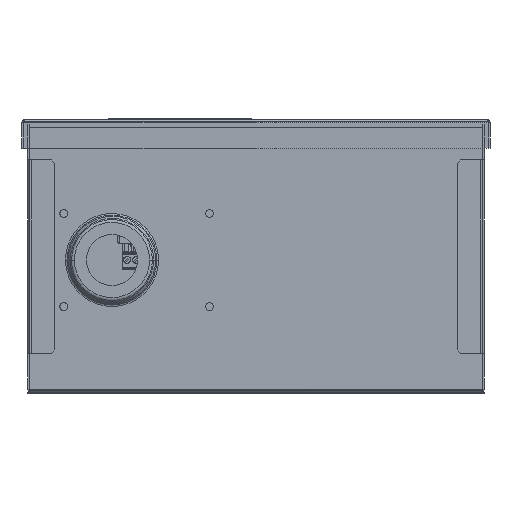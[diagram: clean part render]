
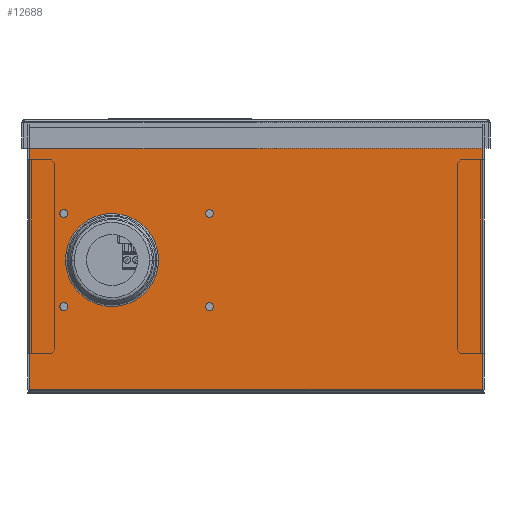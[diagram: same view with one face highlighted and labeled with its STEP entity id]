
A CAD part, front view. The second image highlights one B-rep face of the part: STEP entity #12688.
In plain terms, the highlighted planar face has unit normal (0, -1, 0).
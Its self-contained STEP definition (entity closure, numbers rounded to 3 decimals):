
#2789=DIRECTION('',(1.,0.,0.));
#2790=VECTOR('',#2789,253.4);
#2791=CARTESIAN_POINT('',(-126.7,-375.,1.8));
#2792=LINE('',#2791,#2790);
#2793=CARTESIAN_POINT('',(126.7,-375.,1.8));
#2813=DIRECTION('',(0.,0.,1.));
#2814=VECTOR('',#2813,146.4);
#2815=CARTESIAN_POINT('',(-126.7,-375.,1.8));
#2816=LINE('',#2815,#2814);
#2817=CARTESIAN_POINT('',(-80.5,-375.,74.));
#2818=DIRECTION('',(0.,-1.,0.));
#2819=DIRECTION('',(-1.,0.,-0.006));
#2820=AXIS2_PLACEMENT_3D('',#2817,#2818,#2819);
#2822=CARTESIAN_POINT('',(-80.5,-375.,74.));
#2823=DIRECTION('',(0.,-1.,0.));
#2824=DIRECTION('',(1.,0.,0.006));
#2825=AXIS2_PLACEMENT_3D('',#2822,#2823,#2824);
#2827=CARTESIAN_POINT('',(-107.4,-375.,100.));
#2828=DIRECTION('',(0.,-1.,0.));
#2829=DIRECTION('',(1.,0.,0.));
#2830=AXIS2_PLACEMENT_3D('',#2827,#2828,#2829);
#2832=CARTESIAN_POINT('',(-107.4,-375.,100.));
#2833=DIRECTION('',(0.,-1.,0.));
#2834=DIRECTION('',(-1.,0.,0.));
#2835=AXIS2_PLACEMENT_3D('',#2832,#2833,#2834);
#2837=CARTESIAN_POINT('',(-107.4,-375.,48.));
#2838=DIRECTION('',(0.,-1.,0.));
#2839=DIRECTION('',(1.,0.,0.));
#2840=AXIS2_PLACEMENT_3D('',#2837,#2838,#2839);
#2842=CARTESIAN_POINT('',(-107.4,-375.,48.));
#2843=DIRECTION('',(0.,-1.,0.));
#2844=DIRECTION('',(-1.,0.,0.));
#2845=AXIS2_PLACEMENT_3D('',#2842,#2843,#2844);
#2847=CARTESIAN_POINT('',(-26.,-375.,100.));
#2848=DIRECTION('',(0.,-1.,0.));
#2849=DIRECTION('',(1.,0.,0.));
#2850=AXIS2_PLACEMENT_3D('',#2847,#2848,#2849);
#2852=CARTESIAN_POINT('',(-26.,-375.,100.));
#2853=DIRECTION('',(0.,-1.,0.));
#2854=DIRECTION('',(-1.,0.,0.));
#2855=AXIS2_PLACEMENT_3D('',#2852,#2853,#2854);
#2857=CARTESIAN_POINT('',(-26.,-375.,48.));
#2858=DIRECTION('',(0.,-1.,0.));
#2859=DIRECTION('',(1.,0.,0.));
#2860=AXIS2_PLACEMENT_3D('',#2857,#2858,#2859);
#2862=CARTESIAN_POINT('',(-26.,-375.,48.));
#2863=DIRECTION('',(0.,-1.,0.));
#2864=DIRECTION('',(-1.,0.,0.));
#2865=AXIS2_PLACEMENT_3D('',#2862,#2863,#2864);
#2871=DIRECTION('',(-1.,0.,0.));
#2872=VECTOR('',#2871,253.4);
#2873=CARTESIAN_POINT('',(126.7,-375.,148.2));
#2874=LINE('',#2873,#2872);
#4663=DIRECTION('',(0.,0.,1.));
#4664=VECTOR('',#4663,146.4);
#4665=CARTESIAN_POINT('',(126.7,-375.,1.8));
#4666=LINE('',#4665,#4664);
#5293=CARTESIAN_POINT('',(-106.5,-375.,73.851));
#5294=CARTESIAN_POINT('',(-106.5,-375.,73.866));
#5295=CARTESIAN_POINT('',(-106.5,-375.,73.9));
#5296=CARTESIAN_POINT('',(-106.5,-375.,73.95));
#5297=CARTESIAN_POINT('',(-106.5,-375.,73.983));
#5298=CARTESIAN_POINT('',(-106.5,-375.,74.));
#5315=CARTESIAN_POINT('',(-54.5,-375.,74.149));
#5316=CARTESIAN_POINT('',(-54.5,-375.,74.134));
#5317=CARTESIAN_POINT('',(-54.5,-375.,74.1));
#5318=CARTESIAN_POINT('',(-54.5,-375.,74.05));
#5319=CARTESIAN_POINT('',(-54.5,-375.,74.017));
#5320=CARTESIAN_POINT('',(-54.5,-375.,74.));
#9507=VERTEX_POINT('',#2793);
#9510=CARTESIAN_POINT('',(-126.7,-375.,1.8));
#9511=VERTEX_POINT('',#9510);
#9512=CARTESIAN_POINT('',(126.7,-375.,148.2));
#9513=CARTESIAN_POINT('',(-126.7,-375.,148.2));
#9514=VERTEX_POINT('',#9512);
#9515=VERTEX_POINT('',#9513);
#9516=CARTESIAN_POINT('',(-106.5,-375.,73.852));
#9517=CARTESIAN_POINT('',(-54.5,-375.,73.999));
#9518=VERTEX_POINT('',#9516);
#9519=VERTEX_POINT('',#9517);
#9520=VERTEX_POINT('',#5298);
#9521=CARTESIAN_POINT('',(-54.5,-375.,74.148));
#9522=VERTEX_POINT('',#9521);
#9523=CARTESIAN_POINT('',(-105.15,-375.,100.));
#9524=CARTESIAN_POINT('',(-109.65,-375.,100.));
#9525=VERTEX_POINT('',#9523);
#9526=VERTEX_POINT('',#9524);
#9527=CARTESIAN_POINT('',(-105.15,-375.,48.));
#9528=CARTESIAN_POINT('',(-109.65,-375.,48.));
#9529=VERTEX_POINT('',#9527);
#9530=VERTEX_POINT('',#9528);
#9531=CARTESIAN_POINT('',(-23.75,-375.,100.));
#9532=CARTESIAN_POINT('',(-28.25,-375.,100.));
#9533=VERTEX_POINT('',#9531);
#9534=VERTEX_POINT('',#9532);
#9535=CARTESIAN_POINT('',(-23.75,-375.,48.));
#9536=CARTESIAN_POINT('',(-28.25,-375.,48.));
#9537=VERTEX_POINT('',#9535);
#9538=VERTEX_POINT('',#9536);
#12640=CARTESIAN_POINT('',(127.5,-375.,0.));
#12641=DIRECTION('',(0.,1.,0.));
#12642=DIRECTION('',(-1.,0.,0.));
#12643=AXIS2_PLACEMENT_3D('',#12640,#12641,#12642);
#12644=PLANE('',#12643);
#12646=ORIENTED_EDGE('',*,*,#12645,.F.);
#12648=ORIENTED_EDGE('',*,*,#12647,.F.);
#12649=ORIENTED_EDGE('',*,*,#12631,.F.);
#12651=ORIENTED_EDGE('',*,*,#12650,.T.);
#12652=EDGE_LOOP('',(#12646,#12648,#12649,#12651));
#12653=FACE_OUTER_BOUND('',#12652,.F.);
#12655=ORIENTED_EDGE('',*,*,#12654,.F.);
#12657=ORIENTED_EDGE('',*,*,#12656,.T.);
#12659=ORIENTED_EDGE('',*,*,#12658,.F.);
#12661=ORIENTED_EDGE('',*,*,#12660,.T.);
#12662=EDGE_LOOP('',(#12655,#12657,#12659,#12661));
#12663=FACE_BOUND('',#12662,.F.);
#12665=ORIENTED_EDGE('',*,*,#12664,.T.);
#12667=ORIENTED_EDGE('',*,*,#12666,.T.);
#12668=EDGE_LOOP('',(#12665,#12667));
#12669=FACE_BOUND('',#12668,.F.);
#12671=ORIENTED_EDGE('',*,*,#12670,.T.);
#12673=ORIENTED_EDGE('',*,*,#12672,.T.);
#12674=EDGE_LOOP('',(#12671,#12673));
#12675=FACE_BOUND('',#12674,.F.);
#12677=ORIENTED_EDGE('',*,*,#12676,.T.);
#12679=ORIENTED_EDGE('',*,*,#12678,.T.);
#12680=EDGE_LOOP('',(#12677,#12679));
#12681=FACE_BOUND('',#12680,.F.);
#12683=ORIENTED_EDGE('',*,*,#12682,.T.);
#12685=ORIENTED_EDGE('',*,*,#12684,.T.);
#12686=EDGE_LOOP('',(#12683,#12685));
#12687=FACE_BOUND('',#12686,.F.);
#12688=ADVANCED_FACE('',(#12653,#12663,#12669,#12675,#12681,#12687),#12644,.F.);
#2821=CIRCLE('',#2820,26.);
#2826=CIRCLE('',#2825,26.);
#2831=CIRCLE('',#2830,2.25);
#2836=CIRCLE('',#2835,2.25);
#2841=CIRCLE('',#2840,2.25);
#2846=CIRCLE('',#2845,2.25);
#2851=CIRCLE('',#2850,2.25);
#2856=CIRCLE('',#2855,2.25);
#2861=CIRCLE('',#2860,2.25);
#2866=CIRCLE('',#2865,2.25);
#5299=B_SPLINE_CURVE_WITH_KNOTS('',3,(#5293,#5294,#5295,#5296,#5297,#5298),
.UNSPECIFIED.,.F.,.F.,(4,1,1,4),(0.,0.333,0.667,1.),
.UNSPECIFIED.);
#5321=B_SPLINE_CURVE_WITH_KNOTS('',3,(#5315,#5316,#5317,#5318,#5319,#5320),
.UNSPECIFIED.,.F.,.F.,(4,1,1,4),(0.,0.333,0.667,1.),
.UNSPECIFIED.);
#12631=EDGE_CURVE('',#9511,#9507,#2792,.T.);
#12645=EDGE_CURVE('',#9514,#9515,#2874,.T.);
#12647=EDGE_CURVE('',#9507,#9514,#4666,.T.);
#12650=EDGE_CURVE('',#9511,#9515,#2816,.T.);
#12654=EDGE_CURVE('',#9518,#9520,#5299,.T.);
#12656=EDGE_CURVE('',#9518,#9519,#2821,.T.);
#12658=EDGE_CURVE('',#9522,#9519,#5321,.T.);
#12660=EDGE_CURVE('',#9522,#9520,#2826,.T.);
#12664=EDGE_CURVE('',#9525,#9526,#2831,.T.);
#12666=EDGE_CURVE('',#9526,#9525,#2836,.T.);
#12670=EDGE_CURVE('',#9529,#9530,#2841,.T.);
#12672=EDGE_CURVE('',#9530,#9529,#2846,.T.);
#12676=EDGE_CURVE('',#9533,#9534,#2851,.T.);
#12678=EDGE_CURVE('',#9534,#9533,#2856,.T.);
#12682=EDGE_CURVE('',#9537,#9538,#2861,.T.);
#12684=EDGE_CURVE('',#9538,#9537,#2866,.T.);
